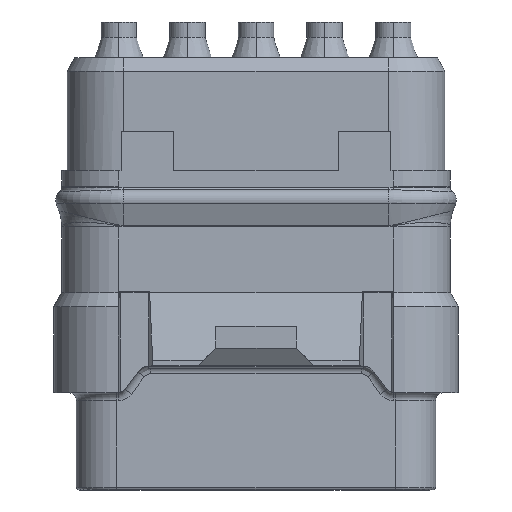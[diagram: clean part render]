
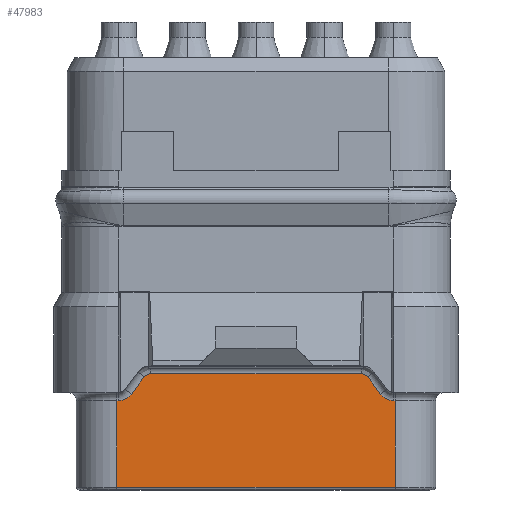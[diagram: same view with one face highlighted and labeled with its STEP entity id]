
A CAD part, front view. The second image highlights one B-rep face of the part: STEP entity #47983.
In plain terms, the highlighted planar face has unit normal (0, -1, 0).
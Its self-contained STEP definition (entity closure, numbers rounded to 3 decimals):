
#1034=DIRECTION('',(-1.,0.,0.));
#1035=VECTOR('',#1034,0.06);
#1036=CARTESIAN_POINT('',(-5.1,-5.81,-8.53));
#1037=LINE('',#1036,#1035);
#1048=CARTESIAN_POINT('',(-5.1,-5.81,-7.93));
#1049=DIRECTION('',(0.,1.,0.));
#1050=DIRECTION('',(0.8,0.,-0.6));
#1051=AXIS2_PLACEMENT_3D('',#1048,#1049,#1050);
#1682=CARTESIAN_POINT('',(5.1,-5.81,-7.93));
#1683=DIRECTION('',(0.,1.,0.));
#1684=DIRECTION('',(0.,0.,-1.));
#1685=AXIS2_PLACEMENT_3D('',#1682,#1683,#1684);
#2015=DIRECTION('',(0.,0.,-1.));
#2016=VECTOR('',#2015,3.21);
#2017=CARTESIAN_POINT('',(-5.16,-5.81,-8.53));
#2018=LINE('',#2017,#2016);
#2019=DIRECTION('',(0.,0.,-1.));
#2020=VECTOR('',#2019,3.21);
#2021=CARTESIAN_POINT('',(5.16,-5.81,-8.53));
#2022=LINE('',#2021,#2020);
#2032=DIRECTION('',(-0.6,0.,-0.8));
#2033=VECTOR('',#2032,0.8);
#2034=CARTESIAN_POINT('',(-4.14,-5.81,-7.65));
#2035=LINE('',#2034,#2033);
#2049=CARTESIAN_POINT('',(-3.9,-5.81,-7.83));
#2050=DIRECTION('',(0.,-1.,0.));
#2051=DIRECTION('',(0.,0.,1.));
#2052=AXIS2_PLACEMENT_3D('',#2049,#2050,#2051);
#2121=CARTESIAN_POINT('',(3.9,-5.81,-7.83));
#2122=DIRECTION('',(0.,-1.,0.));
#2123=DIRECTION('',(0.8,0.,0.6));
#2124=AXIS2_PLACEMENT_3D('',#2121,#2122,#2123);
#2187=DIRECTION('',(-1.,0.,0.));
#2188=VECTOR('',#2187,7.8);
#2189=CARTESIAN_POINT('',(3.9,-5.81,-7.53));
#2190=LINE('',#2189,#2188);
#2204=DIRECTION('',(-0.6,0.,0.8));
#2205=VECTOR('',#2204,0.8);
#2206=CARTESIAN_POINT('',(4.62,-5.81,-8.29));
#2207=LINE('',#2206,#2205);
#2213=DIRECTION('',(-1.,0.,0.));
#2214=VECTOR('',#2213,0.06);
#2215=CARTESIAN_POINT('',(5.16,-5.81,-8.53));
#2216=LINE('',#2215,#2214);
#4260=DIRECTION('',(-1.,0.,0.));
#4261=VECTOR('',#4260,10.32);
#4262=CARTESIAN_POINT('',(5.16,-5.81,-11.74));
#4263=LINE('',#4262,#4261);
#36369=CARTESIAN_POINT('',(5.16,-5.81,-11.74));
#36370=VERTEX_POINT('',#36369);
#36373=CARTESIAN_POINT('',(-5.16,-5.81,-11.74));
#36374=VERTEX_POINT('',#36373);
#36451=CARTESIAN_POINT('',(-5.16,-5.81,-8.53));
#36452=VERTEX_POINT('',#36451);
#36453=CARTESIAN_POINT('',(-5.1,-5.81,-8.53));
#36454=VERTEX_POINT('',#36453);
#36455=CARTESIAN_POINT('',(-4.62,-5.81,-8.29));
#36456=VERTEX_POINT('',#36455);
#36461=CARTESIAN_POINT('',(-4.14,-5.81,-7.65));
#36462=VERTEX_POINT('',#36461);
#36463=CARTESIAN_POINT('',(-3.9,-5.81,-7.53));
#36464=VERTEX_POINT('',#36463);
#36465=CARTESIAN_POINT('',(3.9,-5.81,-7.53));
#36466=VERTEX_POINT('',#36465);
#36467=CARTESIAN_POINT('',(4.14,-5.81,-7.65));
#36468=VERTEX_POINT('',#36467);
#36473=CARTESIAN_POINT('',(4.62,-5.81,-8.29));
#36474=VERTEX_POINT('',#36473);
#36475=CARTESIAN_POINT('',(5.1,-5.81,-8.53));
#36476=VERTEX_POINT('',#36475);
#36477=CARTESIAN_POINT('',(5.16,-5.81,-8.53));
#36478=VERTEX_POINT('',#36477);
#47956=CARTESIAN_POINT('',(5.16,-5.81,-8.23));
#47957=DIRECTION('',(0.,-1.,0.));
#47958=DIRECTION('',(-1.,0.,0.));
#47959=AXIS2_PLACEMENT_3D('',#47956,#47957,#47958);
#47960=PLANE('',#47959);
#47961=ORIENTED_EDGE('',*,*,#46405,.F.);
#47962=ORIENTED_EDGE('',*,*,#46423,.F.);
#47964=ORIENTED_EDGE('',*,*,#47963,.F.);
#47966=ORIENTED_EDGE('',*,*,#47965,.F.);
#47968=ORIENTED_EDGE('',*,*,#47967,.F.);
#47970=ORIENTED_EDGE('',*,*,#47969,.F.);
#47972=ORIENTED_EDGE('',*,*,#47971,.F.);
#47973=ORIENTED_EDGE('',*,*,#47496,.F.);
#47975=ORIENTED_EDGE('',*,*,#47974,.F.);
#47977=ORIENTED_EDGE('',*,*,#47976,.T.);
#47979=ORIENTED_EDGE('',*,*,#47978,.T.);
#47980=ORIENTED_EDGE('',*,*,#47948,.F.);
#47981=EDGE_LOOP('',(#47961,#47962,#47964,#47966,#47968,#47970,#47972,#47973,
#47975,#47977,#47979,#47980));
#47982=FACE_OUTER_BOUND('',#47981,.F.);
#47983=ADVANCED_FACE('',(#47982),#47960,.T.);
#1052=CIRCLE('',#1051,0.6);
#1686=CIRCLE('',#1685,0.6);
#2053=CIRCLE('',#2052,0.3);
#2125=CIRCLE('',#2124,0.3);
#46405=EDGE_CURVE('',#36454,#36452,#1037,.T.);
#46423=EDGE_CURVE('',#36456,#36454,#1052,.T.);
#47496=EDGE_CURVE('',#36476,#36474,#1686,.T.);
#47948=EDGE_CURVE('',#36452,#36374,#2018,.T.);
#47963=EDGE_CURVE('',#36462,#36456,#2035,.T.);
#47965=EDGE_CURVE('',#36464,#36462,#2053,.T.);
#47967=EDGE_CURVE('',#36466,#36464,#2190,.T.);
#47969=EDGE_CURVE('',#36468,#36466,#2125,.T.);
#47971=EDGE_CURVE('',#36474,#36468,#2207,.T.);
#47974=EDGE_CURVE('',#36478,#36476,#2216,.T.);
#47976=EDGE_CURVE('',#36478,#36370,#2022,.T.);
#47978=EDGE_CURVE('',#36370,#36374,#4263,.T.);
